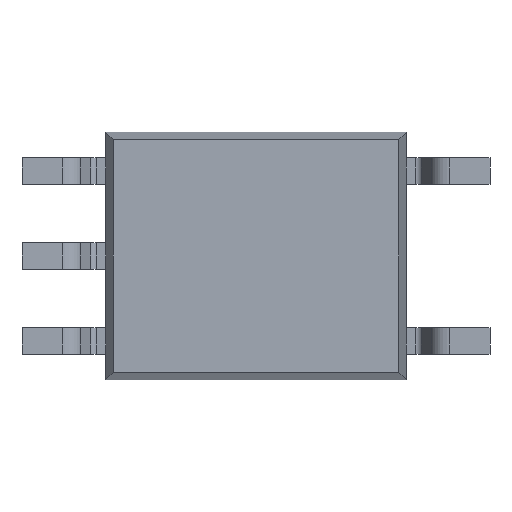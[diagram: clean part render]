
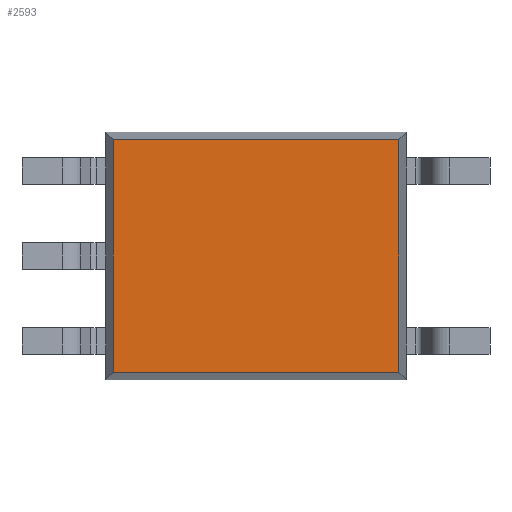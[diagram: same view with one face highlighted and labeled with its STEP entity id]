
A CAD part, front view. The second image highlights one B-rep face of the part: STEP entity #2593.
In plain terms, the highlighted planar face has unit normal (0, -1, 0).
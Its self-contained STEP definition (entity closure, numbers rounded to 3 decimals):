
#2554 = CARTESIAN_POINT ( 'NONE',  ( -2.135, 0.1, -1.735 ) ) ;
#2555 = VERTEX_POINT ( 'NONE', #2554 ) ;
#2556 = CARTESIAN_POINT ( 'NONE',  ( 2.135, 0.1, -1.735 ) ) ;
#2557 = VERTEX_POINT ( 'NONE', #2556 ) ;
#2558 = CARTESIAN_POINT ( 'NONE',  ( 0., 0.1, -1.735 ) ) ;
#2559 = DIRECTION ( 'NONE',  ( 1., 0., 0. ) ) ;
#2560 = VECTOR ( 'NONE', #2559, 1000. ) ;
#2561 = LINE ( 'NONE', #2558, #2560 ) ;
#2562 = EDGE_CURVE ( 'NONE', #2555, #2557, #2561, .T. ) ;
#2563 = ORIENTED_EDGE ( 'NONE', *, *, #2562, .T. ) ;
#2564 = CARTESIAN_POINT ( 'NONE',  ( 2.135, 0.1, 1.735 ) ) ;
#2565 = VERTEX_POINT ( 'NONE', #2564 ) ;
#2566 = CARTESIAN_POINT ( 'NONE',  ( 2.135, 0.1, 0. ) ) ;
#2567 = DIRECTION ( 'NONE',  ( 0., 0., 1. ) ) ;
#2568 = VECTOR ( 'NONE', #2567, 1000. ) ;
#2569 = LINE ( 'NONE', #2566, #2568 ) ;
#2570 = EDGE_CURVE ( 'NONE', #2557, #2565, #2569, .T. ) ;
#2571 = ORIENTED_EDGE ( 'NONE', *, *, #2570, .T. ) ;
#2572 = CARTESIAN_POINT ( 'NONE',  ( -2.135, 0.1, 1.735 ) ) ;
#2573 = VERTEX_POINT ( 'NONE', #2572 ) ;
#2574 = CARTESIAN_POINT ( 'NONE',  ( 0., 0.1, 1.735 ) ) ;
#2575 = DIRECTION ( 'NONE',  ( -1., 0., 0. ) ) ;
#2576 = VECTOR ( 'NONE', #2575, 1000. ) ;
#2577 = LINE ( 'NONE', #2574, #2576 ) ;
#2578 = EDGE_CURVE ( 'NONE', #2565, #2573, #2577, .T. ) ;
#2579 = ORIENTED_EDGE ( 'NONE', *, *, #2578, .T. ) ;
#2580 = CARTESIAN_POINT ( 'NONE',  ( -2.135, 0.1, 0. ) ) ;
#2581 = DIRECTION ( 'NONE',  ( 0., 0., -1. ) ) ;
#2582 = VECTOR ( 'NONE', #2581, 1000. ) ;
#2583 = LINE ( 'NONE', #2580, #2582 ) ;
#2584 = EDGE_CURVE ( 'NONE', #2573, #2555, #2583, .T. ) ;
#2585 = ORIENTED_EDGE ( 'NONE', *, *, #2584, .T. ) ;
#2586 = EDGE_LOOP ( 'NONE', ( #2563, #2571, #2579, #2585 ) ) ;
#2587 = FACE_OUTER_BOUND ( 'NONE', #2586, .T. ) ;
#2588 = CARTESIAN_POINT ( 'NONE',  ( 0., 0.1, 0. ) ) ;
#2589 = DIRECTION ( 'NONE',  ( 0., 1., 0. ) ) ;
#2590 = DIRECTION ( 'NONE',  ( 1., 0., 0. ) ) ;
#2591 = AXIS2_PLACEMENT_3D ( 'NONE', #2588, #2589, #2590 ) ;
#2592 = PLANE ( 'NONE', #2591 ) ;
#2593 = ADVANCED_FACE ( 'NONE', ( #2587 ), #2592, .F. ) ;
